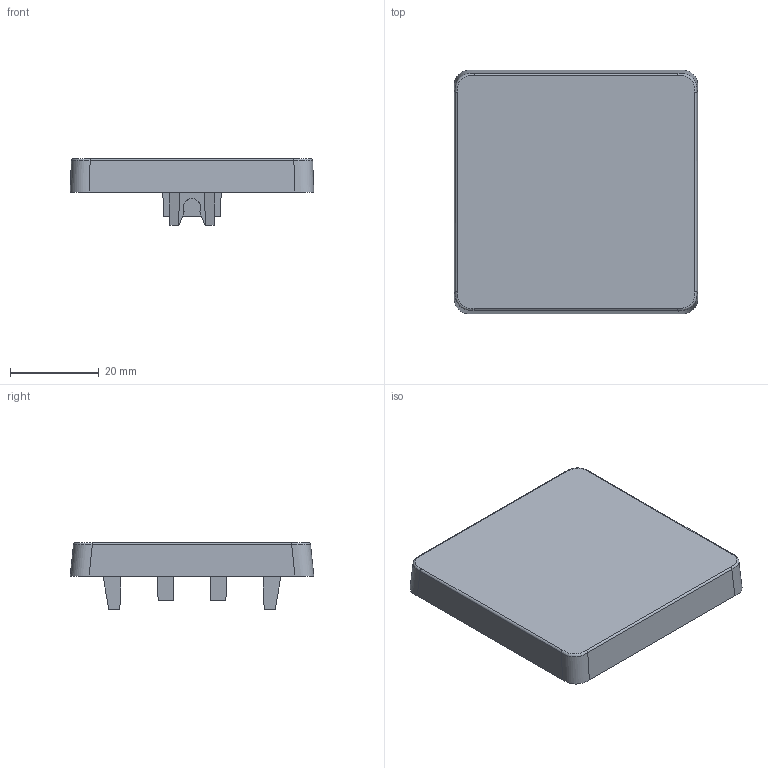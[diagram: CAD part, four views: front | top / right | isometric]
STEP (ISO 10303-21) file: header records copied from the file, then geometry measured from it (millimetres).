
FILE_DESCRIPTION (( 'STEP AP214' ), '1' );
FILE_NAME ('Part_Switch-Insert.STEP', '2020-01-06T13:10:33', ( 'Ritterchen' ), ( 'Microsoft' ), 'SwSTEP 2.0', 'SolidWorks 2020', '' );
FILE_SCHEMA (( 'AUTOMOTIVE_DESIGN' ));
Length unit declared in the file: millimetre
Products named in the file (1): Part_Switch-Insert
Bounding box: 55 x 55 x 15 mm (x, y, z)
Volume: 9306.9 mm3; surface area: 9993 mm2
Topology: 1 solids, 1 shells, 293 faces, 1312 edges, 1056 vertices
Faces by surface type: bspline 238, plane 55
Entity records: 20691 total; most frequent: CARTESIAN_POINT 12979, ORIENTED_EDGE 2624, EDGE_CURVE 1312, B_SPLINE_CURVE_WITH_KNOTS 1296, VERTEX_POINT 1056, EDGE_LOOP 328, FACE_OUTER_BOUND 293, ADVANCED_FACE 293
